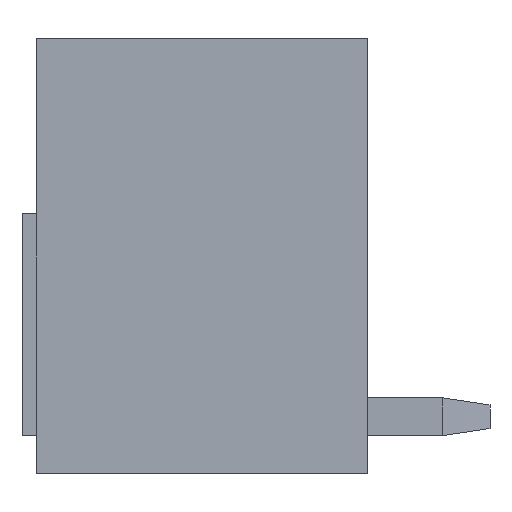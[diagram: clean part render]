
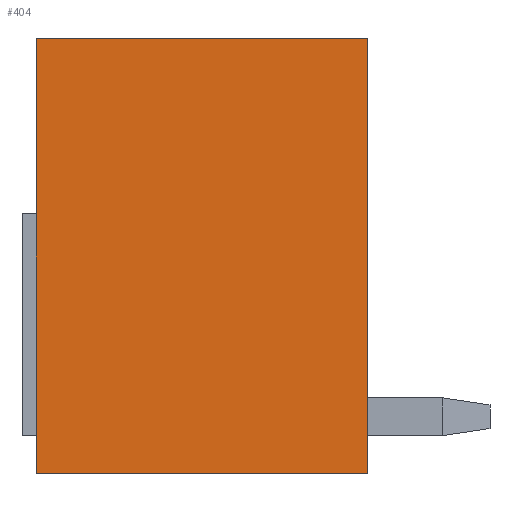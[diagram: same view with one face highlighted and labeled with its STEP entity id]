
A CAD part, left-side view. The second image highlights one B-rep face of the part: STEP entity #404.
In plain terms, the highlighted planar face has unit normal (-1, 0, 0).
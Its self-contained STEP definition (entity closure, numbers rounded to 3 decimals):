
#404 = ADVANCED_FACE( '', ( #810 ), #811, .T. );
#810 = FACE_OUTER_BOUND( '', #1207, .T. );
#811 = PLANE( '', #1208 );
#1207 = EDGE_LOOP( '', ( #2222, #2223, #2224, #2225 ) );
#1208 = AXIS2_PLACEMENT_3D( '', #2226, #2227, #2228 );
#2222 = ORIENTED_EDGE( '', *, *, #2431, .F. );
#2223 = ORIENTED_EDGE( '', *, *, #2735, .F. );
#2224 = ORIENTED_EDGE( '', *, *, #2439, .T. );
#2225 = ORIENTED_EDGE( '', *, *, #2491, .T. );
#2226 = CARTESIAN_POINT( '', ( 0., 7., 9.2 ) );
#2227 = DIRECTION( '', ( -1., 0., 0. ) );
#2228 = DIRECTION( '', ( 0., 0., 1. ) );
#2431 = EDGE_CURVE( '', #2918, #2920, #2921, .T. );
#2439 = EDGE_CURVE( '', #2932, #2930, #2933, .T. );
#2491 = EDGE_CURVE( '', #2930, #2920, #3016, .T. );
#2735 = EDGE_CURVE( '', #2932, #2918, #3370, .T. );
#2918 = VERTEX_POINT( '', #3603 );
#2920 = VERTEX_POINT( '', #3606 );
#2921 = LINE( '', #3607, #3608 );
#2930 = VERTEX_POINT( '', #3620 );
#2932 = VERTEX_POINT( '', #3623 );
#2933 = LINE( '', #3624, #3625 );
#3016 = LINE( '', #3743, #3744 );
#3370 = LINE( '', #4267, #4268 );
#3603 = CARTESIAN_POINT( '', ( 0., 0., 9.2 ) );
#3606 = CARTESIAN_POINT( '', ( 0., 0., 0. ) );
#3607 = CARTESIAN_POINT( '', ( 0., 0., 9.2 ) );
#3608 = VECTOR( '', #4420, 1000. );
#3620 = CARTESIAN_POINT( '', ( 0., 7., 0. ) );
#3623 = CARTESIAN_POINT( '', ( 0., 7., 9.2 ) );
#3624 = CARTESIAN_POINT( '', ( 0., 7., 9.2 ) );
#3625 = VECTOR( '', #4428, 1000. );
#3743 = CARTESIAN_POINT( '', ( 0., 7., 0. ) );
#3744 = VECTOR( '', #4473, 1000. );
#4267 = CARTESIAN_POINT( '', ( 0., 7., 9.2 ) );
#4268 = VECTOR( '', #4682, 1000. );
#4420 = DIRECTION( '', ( 0., 0., -1. ) );
#4428 = DIRECTION( '', ( 0., 0., -1. ) );
#4473 = DIRECTION( '', ( 0., -1., 0. ) );
#4682 = DIRECTION( '', ( 0., -1., 0. ) );
